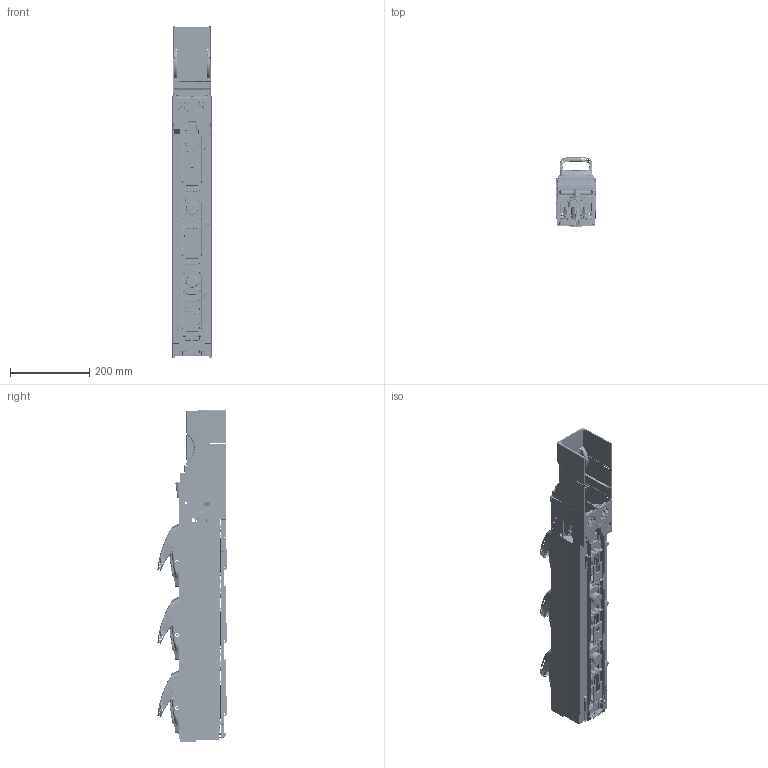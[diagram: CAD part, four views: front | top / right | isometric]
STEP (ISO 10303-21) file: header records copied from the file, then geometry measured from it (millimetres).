
FILE_DESCRIPTION((''),'2;1');
FILE_NAME('ZLBM3-1P-M12_SIMPLIFIED','2021-08-03T15:34:57',('FIKASAV3'),(''),'CREO PARAMETRIC BY PTC INC, 2020184','CREO PARAMETRIC BY PTC INC, 2020184','');
FILE_SCHEMA(('AUTOMOTIVE_DESIGN { 1 0 10303 214 1 1 1 1 }'));
Products named in the file (1): ZLBM3-1P-M12_SIMPLIFIED
Bounding box: 99 x 174.86 x 839.04 mm (x, y, z)
Volume: 4161356.5 mm3; surface area: 1259142 mm2
Topology: 1 solids, 816 shells, 4755 faces, 34445 edges, 29888 vertices
Faces by surface type: plane 2759, cylinder 1129, bspline 325, torus 240, cone 186, sphere 74, extrusion 42
Entity records: 690972 total; most frequent: CARTESIAN_POINT 436844, ORIENTED_EDGE 40669, EDGE_CURVE 34400, DIRECTION 34341, VERTEX_POINT 29902, VECTOR 19212, LINE 19170, B_SPLINE_CURVE_WITH_KNOTS 12090
